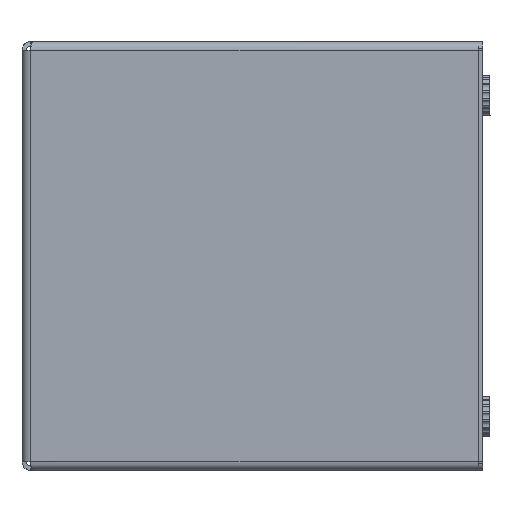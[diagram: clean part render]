
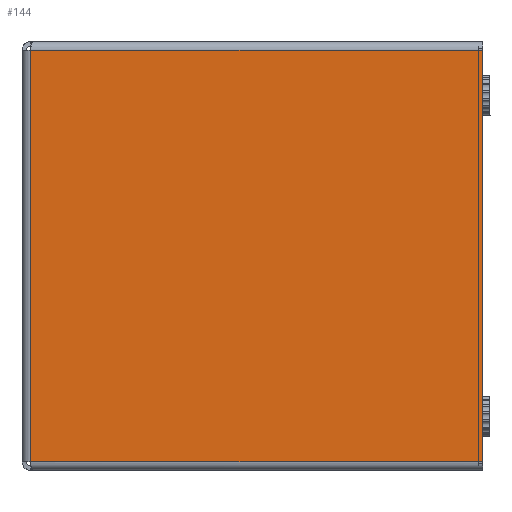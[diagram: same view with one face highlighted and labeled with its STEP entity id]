
A CAD part, left-side view. The second image highlights one B-rep face of the part: STEP entity #144.
In plain terms, the highlighted planar face has unit normal (-1, 0, 0).
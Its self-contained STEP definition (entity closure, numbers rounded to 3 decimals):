
#144 = ADVANCED_FACE ( 'NONE', ( #11905 ), #2440, .T. ) ;
#345 = VECTOR ( 'NONE', #5053, 1000. ) ;
#463 = ORIENTED_EDGE ( 'NONE', *, *, #7703, .F. ) ;
#559 = CARTESIAN_POINT ( 'NONE',  ( -525., -8., -192. ) ) ;
#666 = CARTESIAN_POINT ( 'NONE',  ( -525., -8., 0. ) ) ;
#770 = VERTEX_POINT ( 'NONE', #5725 ) ;
#1955 = CARTESIAN_POINT ( 'NONE',  ( -525., -8., -192. ) ) ;
#2438 = ORIENTED_EDGE ( 'NONE', *, *, #5873, .T. ) ;
#2440 = PLANE ( 'NONE',  #9933 ) ;
#2558 = VECTOR ( 'NONE', #3409, 1000. ) ;
#2628 = LINE ( 'NONE', #559, #2558 ) ;
#2833 = ORIENTED_EDGE ( 'NONE', *, *, #10375, .T. ) ;
#3148 = CARTESIAN_POINT ( 'NONE',  ( -525., -430., -200. ) ) ;
#3409 = DIRECTION ( 'NONE',  ( 0., -1., 0. ) ) ;
#3480 = VERTEX_POINT ( 'NONE', #1955 ) ;
#3825 = EDGE_CURVE ( 'NONE', #770, #3480, #4366, .T. ) ;
#4366 = LINE ( 'NONE', #666, #10849 ) ;
#4763 = EDGE_LOOP ( 'NONE', ( #10138, #2438, #463, #2833 ) ) ;
#4849 = DIRECTION ( 'NONE',  ( 0., 0., -1. ) ) ;
#4908 = VERTEX_POINT ( 'NONE', #5902 ) ;
#5053 = DIRECTION ( 'NONE',  ( 0., 1., 0. ) ) ;
#5725 = CARTESIAN_POINT ( 'NONE',  ( -525., -8., 192. ) ) ;
#5818 = LINE ( 'NONE', #3148, #11095 ) ;
#5873 = EDGE_CURVE ( 'NONE', #3480, #6105, #2628, .T. ) ;
#5902 = CARTESIAN_POINT ( 'NONE',  ( -525., -430., 192. ) ) ;
#6105 = VERTEX_POINT ( 'NONE', #10600 ) ;
#6138 = DIRECTION ( 'NONE',  ( 0., -1., 0. ) ) ;
#6203 = CARTESIAN_POINT ( 'NONE',  ( -525., 0., 0. ) ) ;
#6375 = DIRECTION ( 'NONE',  ( 0., 0., -1. ) ) ;
#7703 = EDGE_CURVE ( 'NONE', #4908, #6105, #5818, .T. ) ;
#9933 = AXIS2_PLACEMENT_3D ( 'NONE', #6203, #11720, #6138 ) ;
#10138 = ORIENTED_EDGE ( 'NONE', *, *, #3825, .T. ) ;
#10375 = EDGE_CURVE ( 'NONE', #4908, #770, #11599, .T. ) ;
#10600 = CARTESIAN_POINT ( 'NONE',  ( -525., -430., -192. ) ) ;
#10849 = VECTOR ( 'NONE', #6375, 1000. ) ;
#11095 = VECTOR ( 'NONE', #4849, 1000. ) ;
#11539 = CARTESIAN_POINT ( 'NONE',  ( -525., -430., 192. ) ) ;
#11599 = LINE ( 'NONE', #11539, #345 ) ;
#11720 = DIRECTION ( 'NONE',  ( -1., 0., 0. ) ) ;
#11905 = FACE_OUTER_BOUND ( 'NONE', #4763, .T. ) ;
